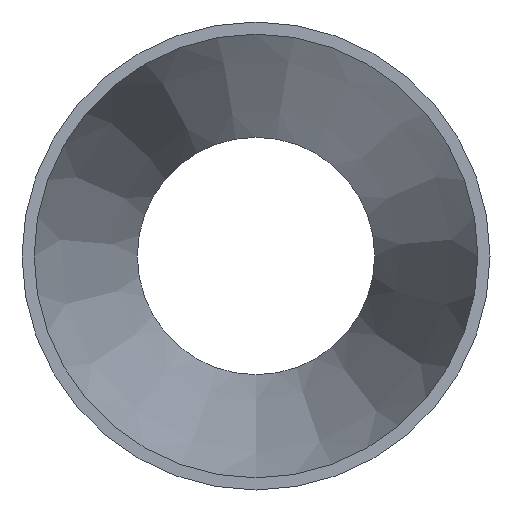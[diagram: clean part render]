
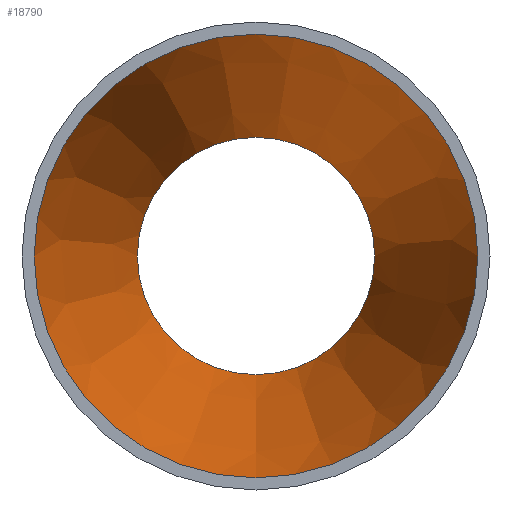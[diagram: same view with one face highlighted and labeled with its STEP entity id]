
A CAD part, front view. The second image highlights one B-rep face of the part: STEP entity #18790.
In plain terms, the highlighted conical face has half-angle 14.056 degrees and reference radius 75.376 mm.
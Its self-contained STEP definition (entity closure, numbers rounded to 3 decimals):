
#571 = AXIS2_PLACEMENT_3D ( 'NONE', #20489, #7671, #587 ) ;
#587 = DIRECTION ( 'NONE',  ( 0., 0., -1. ) ) ;
#2054 = DIRECTION ( 'NONE',  ( 0., -1., 0. ) ) ;
#2188 = ORIENTED_EDGE ( 'NONE', *, *, #7659, .F. ) ;
#2218 = CIRCLE ( 'NONE', #571, 75.377 ) ;
#3783 = CARTESIAN_POINT ( 'NONE',  ( 0., 140., -40.327 ) ) ;
#4049 = AXIS2_PLACEMENT_3D ( 'NONE', #5071, #2054, #9811 ) ;
#5071 = CARTESIAN_POINT ( 'NONE',  ( 0., 140., 0. ) ) ;
#6764 = EDGE_LOOP ( 'NONE', ( #13258 ) ) ;
#7659 = EDGE_CURVE ( 'NONE', #9169, #9169, #20722, .T. ) ;
#7671 = DIRECTION ( 'NONE',  ( 0., -1., 0. ) ) ;
#9169 = VERTEX_POINT ( 'NONE', #3783 ) ;
#9794 = CONICAL_SURFACE ( 'NONE', #28641, 75.377, 0.245 ) ;
#9811 = DIRECTION ( 'NONE',  ( 0., 0., -1. ) ) ;
#13258 = ORIENTED_EDGE ( 'NONE', *, *, #15212, .T. ) ;
#14220 = CARTESIAN_POINT ( 'NONE',  ( 0., 0., -75.377 ) ) ;
#15212 = EDGE_CURVE ( 'NONE', #19465, #19465, #2218, .T. ) ;
#17971 = EDGE_LOOP ( 'NONE', ( #2188 ) ) ;
#18790 = ADVANCED_FACE ( 'NONE', ( #22552, #19853 ), #9794, .F. ) ;
#19465 = VERTEX_POINT ( 'NONE', #14220 ) ;
#19853 = FACE_OUTER_BOUND ( 'NONE', #6764, .T. ) ;
#20330 = DIRECTION ( 'NONE',  ( 0., 0., -1. ) ) ;
#20489 = CARTESIAN_POINT ( 'NONE',  ( 0., 0., 0. ) ) ;
#20722 = CIRCLE ( 'NONE', #4049, 40.327 ) ;
#22552 = FACE_BOUND ( 'NONE', #17971, .T. ) ;
#25410 = DIRECTION ( 'NONE',  ( 0., -1., 0. ) ) ;
#28641 = AXIS2_PLACEMENT_3D ( 'NONE', #30145, #25410, #20330 ) ;
#30145 = CARTESIAN_POINT ( 'NONE',  ( 0., 0., 0. ) ) ;
